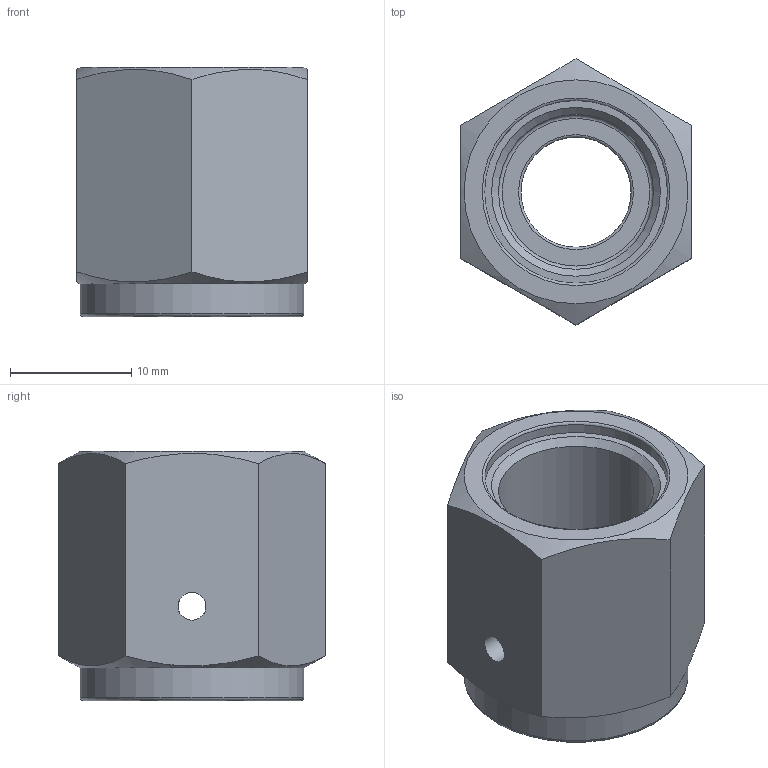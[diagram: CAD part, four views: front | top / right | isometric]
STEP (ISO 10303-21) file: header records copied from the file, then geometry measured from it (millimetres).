
FILE_DESCRIPTION(/* description */ (''),/* implementation_level */ '2;1');
FILE_NAME(/* name */ 'SM4FN.stp',/* time_stamp */ '2025-03-10T14:12:43+09:00',/* author */ ('user'),/* organization */ (''),/* preprocessor_version */ 'ST-DEVELOPER v20',/* originating_system */ 'Autodesk Inventor 2022',/* authorisation */ '');
FILE_SCHEMA (('AUTOMOTIVE_DESIGN { 1 0 10303 214 3 1 1 }'));
Length unit declared in the file: millimetre
Products named in the file (1): SM4FN
Bounding box: 19.05 x 22 x 20.6 mm (x, y, z)
Volume: 3791.4 mm3; surface area: 2580.5 mm2
Topology: 1 solids, 1 shells, 24 faces, 56 edges, 36 vertices
Faces by surface type: plane 10, cylinder 6, torus 5, cone 3
Full cylindrical faces by diameter (mm): 2.3 x2, 9.1 x1, 12.8 x1, 15.1 x1, 18.5 x1
Entity records: 800 total; most frequent: CARTESIAN_POINT 207, DIRECTION 119, ORIENTED_EDGE 112, EDGE_CURVE 56, AXIS2_PLACEMENT_3D 52, VERTEX_POINT 36, EDGE_LOOP 32, CIRCLE 27
